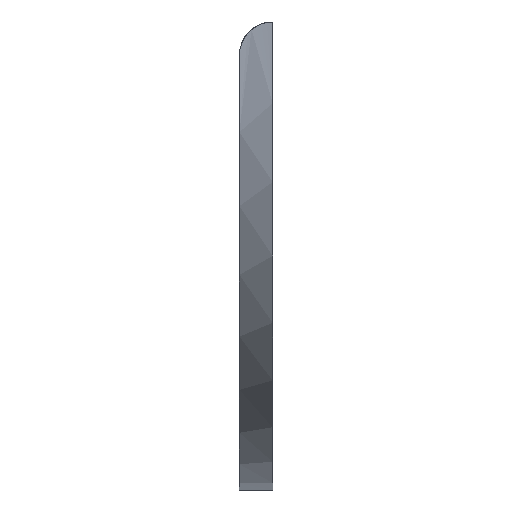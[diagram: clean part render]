
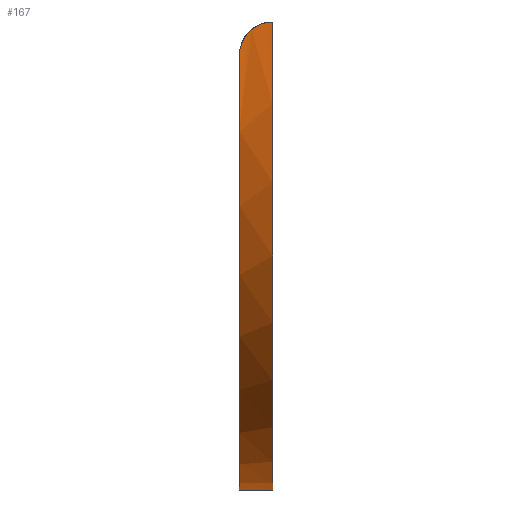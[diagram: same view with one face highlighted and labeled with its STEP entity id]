
A CAD part, left-side view. The second image highlights one B-rep face of the part: STEP entity #167.
In plain terms, the highlighted cylindrical face has radius 1410 mm (diameter 2820 mm), a partial arc.
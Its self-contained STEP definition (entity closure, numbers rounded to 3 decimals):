
#3 = CARTESIAN_POINT ( 'NONE',  ( -1409.784, 65.981, -24.785 ) ) ;
#5 = CARTESIAN_POINT ( 'NONE',  ( -1409.989, 32.909, -5.567 ) ) ;
#8 = VECTOR ( 'NONE', #223, 1000. ) ;
#12 = CARTESIAN_POINT ( 'NONE',  ( -1407.323, 99.193, -86.907 ) ) ;
#13 = CARTESIAN_POINT ( 'NONE',  ( -1409.114, 86.609, -49.985 ) ) ;
#14 = FACE_OUTER_BOUND ( 'NONE', #94, .T. ) ;
#32 = VERTEX_POINT ( 'NONE', #343 ) ;
#34 = CARTESIAN_POINT ( 'NONE',  ( -1409.963, 44.263, -10.27 ) ) ;
#36 = CARTESIAN_POINT ( 'NONE',  ( -1409.849, 60.851, -20.641 ) ) ;
#45 = CARTESIAN_POINT ( 'NONE',  ( -1406.905, 99.838, -93.428 ) ) ;
#46 = CYLINDRICAL_SURFACE ( 'NONE', #163, 1410. ) ;
#48 = CARTESIAN_POINT ( 'NONE',  ( -1408.518, 93.617, -64.695 ) ) ;
#68 = LINE ( 'NONE', #149, #8 ) ;
#72 = CIRCLE ( 'NONE', #352, 1410. ) ;
#74 = CARTESIAN_POINT ( 'NONE',  ( -1409.877, 58.217, -18.677 ) ) ;
#78 = CARTESIAN_POINT ( 'NONE',  ( -1409.986, 35.239, -6.4 ) ) ;
#82 = EDGE_CURVE ( 'NONE', #141, #253, #284, .T. ) ;
#83 = CARTESIAN_POINT ( 'NONE',  ( -1406.684, 100., -96.705 ) ) ;
#94 = EDGE_LOOP ( 'NONE', ( #366, #148, #326, #369 ) ) ;
#106 = B_SPLINE_CURVE_WITH_KNOTS ( 'NONE', 3,
 ( #408, #338, #192, #294, #257, #456, #118, #267, #418, #448, #5, #78, #298, #150, #34, #334, #300, #413, #74, #224, #36, #336, #230, #3, #450, #379, #190, #153, #420, #200, #158, #13, #350, #345, #239, #48, #387, #461, #306, #120, #161, #237, #12, #45, #83, #458 ),
 .UNSPECIFIED., .F., .F.,
 ( 4, 2, 2, 2, 2, 2, 2, 2, 2, 2, 2, 2, 2, 2, 2, 2, 2, 2, 2, 2, 2, 2, 4 ),
 ( 0., 0.01, 0.02, 0.029, 0.032, 0.034, 0.039, 0.049, 0.059, 0.063, 0.066, 0.068, 0.078, 0.088, 0.098, 0.103, 0.107, 0.117, 0.127, 0.132, 0.137, 0.147, 0.156 ),
 .UNSPECIFIED. ) ;
#115 = CARTESIAN_POINT ( 'NONE',  ( -1406.449, 100., -100. ) ) ;
#117 = DIRECTION ( 'NONE',  ( 1., 0., 0. ) ) ;
#118 = CARTESIAN_POINT ( 'NONE',  ( -1409.996, 25.855, -3.344 ) ) ;
#120 = CARTESIAN_POINT ( 'NONE',  ( -1407.885, 97.383, -77.213 ) ) ;
#123 = CARTESIAN_POINT ( 'NONE',  ( 0., 0., -1410. ) ) ;
#138 = EDGE_CURVE ( 'NONE', #253, #373, #106, .T. ) ;
#141 = VERTEX_POINT ( 'NONE', #123 ) ;
#148 = ORIENTED_EDGE ( 'NONE', *, *, #435, .T. ) ;
#149 = CARTESIAN_POINT ( 'NONE',  ( 0., 100., -1410. ) ) ;
#150 = CARTESIAN_POINT ( 'NONE',  ( -1409.973, 41.314, -8.874 ) ) ;
#153 = CARTESIAN_POINT ( 'NONE',  ( -1409.462, 79.341, -39.044 ) ) ;
#156 = DIRECTION ( 'NONE',  ( 1., 0., 0. ) ) ;
#158 = CARTESIAN_POINT ( 'NONE',  ( -1409.212, 84.916, -47.162 ) ) ;
#159 = DIRECTION ( 'NONE',  ( 0., -1., 0. ) ) ;
#161 = CARTESIAN_POINT ( 'NONE',  ( -1407.796, 97.746, -78.825 ) ) ;
#163 = AXIS2_PLACEMENT_3D ( 'NONE', #354, #159, #204 ) ;
#167 = ADVANCED_FACE ( 'NONE', ( #14 ), #46, .T. ) ;
#190 = CARTESIAN_POINT ( 'NONE',  ( -1409.592, 75.205, -34.009 ) ) ;
#191 = CARTESIAN_POINT ( 'NONE',  ( -1410., 0., 0. ) ) ;
#192 = CARTESIAN_POINT ( 'NONE',  ( -1410., 6.578, -0.163 ) ) ;
#200 = CARTESIAN_POINT ( 'NONE',  ( -1409.258, 84.031, -45.765 ) ) ;
#204 = DIRECTION ( 'NONE',  ( 0., 0., -1. ) ) ;
#216 = EDGE_CURVE ( 'NONE', #32, #373, #72, .T. ) ;
#223 = DIRECTION ( 'NONE',  ( 0., -1., 0. ) ) ;
#224 = CARTESIAN_POINT ( 'NONE',  ( -1409.856, 60.196, -20.143 ) ) ;
#227 = CARTESIAN_POINT ( 'NONE',  ( 0., 100., 0. ) ) ;
#230 = CARTESIAN_POINT ( 'NONE',  ( -1409.826, 62.796, -22.171 ) ) ;
#237 = CARTESIAN_POINT ( 'NONE',  ( -1407.519, 98.711, -83.664 ) ) ;
#239 = CARTESIAN_POINT ( 'NONE',  ( -1408.781, 91.124, -58.684 ) ) ;
#253 = VERTEX_POINT ( 'NONE', #191 ) ;
#257 = CARTESIAN_POINT ( 'NONE',  ( -1410., 16.297, -1.283 ) ) ;
#262 = DIRECTION ( 'NONE',  ( 0., 1., 0. ) ) ;
#267 = CARTESIAN_POINT ( 'NONE',  ( -1409.993, 29.781, -4.534 ) ) ;
#284 = CIRCLE ( 'NONE', #292, 1410. ) ;
#292 = AXIS2_PLACEMENT_3D ( 'NONE', #416, #262, #156 ) ;
#294 = CARTESIAN_POINT ( 'NONE',  ( -1410., 13.075, -0.805 ) ) ;
#298 = CARTESIAN_POINT ( 'NONE',  ( -1409.983, 36.773, -6.992 ) ) ;
#300 = CARTESIAN_POINT ( 'NONE',  ( -1409.921, 52.802, -15.014 ) ) ;
#306 = CARTESIAN_POINT ( 'NONE',  ( -1408.056, 96.582, -74.026 ) ) ;
#326 = ORIENTED_EDGE ( 'NONE', *, *, #82, .T. ) ;
#334 = CARTESIAN_POINT ( 'NONE',  ( -1409.938, 50.007, -13.34 ) ) ;
#336 = CARTESIAN_POINT ( 'NONE',  ( -1409.834, 62.151, -21.655 ) ) ;
#338 = CARTESIAN_POINT ( 'NONE',  ( -1410., 3.303, 0. ) ) ;
#343 = CARTESIAN_POINT ( 'NONE',  ( 0., 100., -1410. ) ) ;
#345 = CARTESIAN_POINT ( 'NONE',  ( -1408.901, 89.731, -55.739 ) ) ;
#350 = CARTESIAN_POINT ( 'NONE',  ( -1409.063, 87.418, -51.412 ) ) ;
#352 = AXIS2_PLACEMENT_3D ( 'NONE', #227, #409, #117 ) ;
#354 = CARTESIAN_POINT ( 'NONE',  ( 0., 100., 0. ) ) ;
#366 = ORIENTED_EDGE ( 'NONE', *, *, #216, .F. ) ;
#369 = ORIENTED_EDGE ( 'NONE', *, *, #138, .T. ) ;
#373 = VERTEX_POINT ( 'NONE', #115 ) ;
#379 = CARTESIAN_POINT ( 'NONE',  ( -1409.648, 73.018, -31.597 ) ) ;
#387 = CARTESIAN_POINT ( 'NONE',  ( -1408.374, 94.717, -67.76 ) ) ;
#408 = CARTESIAN_POINT ( 'NONE',  ( -1410., 0., 0. ) ) ;
#409 = DIRECTION ( 'NONE',  ( 0., 1., 0. ) ) ;
#413 = CARTESIAN_POINT ( 'NONE',  ( -1409.889, 56.878, -17.735 ) ) ;
#416 = CARTESIAN_POINT ( 'NONE',  ( 0., 0., 0. ) ) ;
#418 = CARTESIAN_POINT ( 'NONE',  ( -1409.992, 30.564, -4.782 ) ) ;
#420 = CARTESIAN_POINT ( 'NONE',  ( -1409.387, 81.29, -41.668 ) ) ;
#435 = EDGE_CURVE ( 'NONE', #32, #141, #68, .T. ) ;
#448 = CARTESIAN_POINT ( 'NONE',  ( -1409.99, 32.128, -5.298 ) ) ;
#450 = CARTESIAN_POINT ( 'NONE',  ( -1409.744, 68.406, -26.985 ) ) ;
#456 = CARTESIAN_POINT ( 'NONE',  ( -1409.998, 22.686, -2.553 ) ) ;
#458 = CARTESIAN_POINT ( 'NONE',  ( -1406.449, 100., -100. ) ) ;
#461 = CARTESIAN_POINT ( 'NONE',  ( -1408.138, 96.144, -72.448 ) ) ;
